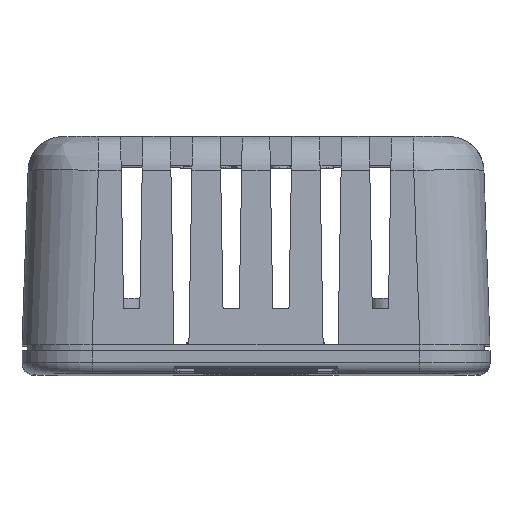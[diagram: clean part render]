
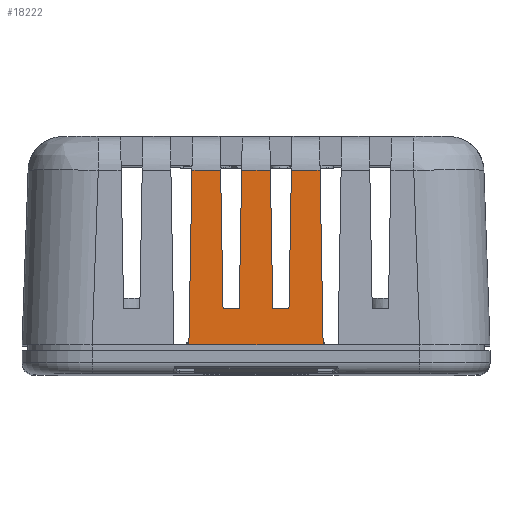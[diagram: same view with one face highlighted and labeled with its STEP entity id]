
A CAD part, top view. The second image highlights one B-rep face of the part: STEP entity #18222.
In plain terms, the highlighted face is planar.
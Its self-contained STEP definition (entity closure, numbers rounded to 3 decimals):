
#1739=FACE_OUTER_BOUND('',#2688,.T.);
#2688=EDGE_LOOP('',(#15219,#15220,#15221,#15222,#15223,#15224,#15225,#15226,
#15227,#15228,#15229,#15230));
#3656=LINE('',#27858,#5699);
#4271=LINE('',#30329,#6314);
#4449=LINE('',#30864,#6492);
#4456=LINE('',#30879,#6499);
#4457=LINE('',#30881,#6500);
#4458=LINE('',#30883,#6501);
#4459=LINE('',#30885,#6502);
#4460=LINE('',#30887,#6503);
#4461=LINE('',#30889,#6504);
#4462=LINE('',#30891,#6505);
#4463=LINE('',#30893,#6506);
#4464=LINE('',#30894,#6507);
#5699=VECTOR('',#21397,10.);
#6314=VECTOR('',#22294,10.);
#6492=VECTOR('',#22590,10.);
#6499=VECTOR('',#22601,10.);
#6500=VECTOR('',#22602,10.);
#6501=VECTOR('',#22603,10.);
#6502=VECTOR('',#22604,10.);
#6503=VECTOR('',#22605,10.);
#6504=VECTOR('',#22606,10.);
#6505=VECTOR('',#22607,10.);
#6506=VECTOR('',#22608,10.);
#6507=VECTOR('',#22609,10.);
#7734=VERTEX_POINT('',#27844);
#7740=VERTEX_POINT('',#27856);
#8296=VERTEX_POINT('',#30326);
#8297=VERTEX_POINT('',#30328);
#8469=VERTEX_POINT('',#30878);
#8470=VERTEX_POINT('',#30880);
#8471=VERTEX_POINT('',#30882);
#8472=VERTEX_POINT('',#30884);
#8473=VERTEX_POINT('',#30886);
#8474=VERTEX_POINT('',#30888);
#8475=VERTEX_POINT('',#30890);
#8476=VERTEX_POINT('',#30892);
#9888=EDGE_CURVE('',#7734,#7740,#3656,.T.);
#10631=EDGE_CURVE('',#8297,#8296,#4271,.T.);
#10840=EDGE_CURVE('',#7734,#8296,#4449,.T.);
#10847=EDGE_CURVE('',#8469,#7740,#4456,.T.);
#10848=EDGE_CURVE('',#8469,#8470,#4457,.T.);
#10849=EDGE_CURVE('',#8470,#8471,#4458,.T.);
#10850=EDGE_CURVE('',#8471,#8472,#4459,.T.);
#10851=EDGE_CURVE('',#8473,#8472,#4460,.T.);
#10852=EDGE_CURVE('',#8473,#8474,#4461,.T.);
#10853=EDGE_CURVE('',#8474,#8475,#4462,.T.);
#10854=EDGE_CURVE('',#8475,#8476,#4463,.T.);
#10855=EDGE_CURVE('',#8297,#8476,#4464,.T.);
#15219=ORIENTED_EDGE('',*,*,#10631,.T.);
#15220=ORIENTED_EDGE('',*,*,#10840,.F.);
#15221=ORIENTED_EDGE('',*,*,#9888,.T.);
#15222=ORIENTED_EDGE('',*,*,#10847,.F.);
#15223=ORIENTED_EDGE('',*,*,#10848,.T.);
#15224=ORIENTED_EDGE('',*,*,#10849,.T.);
#15225=ORIENTED_EDGE('',*,*,#10850,.T.);
#15226=ORIENTED_EDGE('',*,*,#10851,.F.);
#15227=ORIENTED_EDGE('',*,*,#10852,.T.);
#15228=ORIENTED_EDGE('',*,*,#10853,.T.);
#15229=ORIENTED_EDGE('',*,*,#10854,.T.);
#15230=ORIENTED_EDGE('',*,*,#10855,.F.);
#17436=PLANE('',#19260);
#18222=ADVANCED_FACE('',(#1739),#17436,.T.);
#19260=AXIS2_PLACEMENT_3D('',#30877,#22599,#22600);
#21397=DIRECTION('',(0.035,0.999,-0.017));
#22294=DIRECTION('',(-0.035,-0.999,-0.017));
#22590=DIRECTION('',(0.,0.,-1.));
#22599=DIRECTION('center_axis',(-0.999,0.035,0.));
#22600=DIRECTION('ref_axis',(0.,0.,1.));
#22601=DIRECTION('',(0.,0.,1.));
#22602=DIRECTION('',(-0.035,-0.999,-0.017));
#22603=DIRECTION('',(0.,0.,-1.));
#22604=DIRECTION('',(0.035,0.999,-0.017));
#22605=DIRECTION('',(0.,0.,1.));
#22606=DIRECTION('',(-0.035,-0.999,-0.017));
#22607=DIRECTION('',(0.,0.,-1.));
#22608=DIRECTION('',(0.035,0.999,-0.017));
#22609=DIRECTION('',(0.,0.,1.));
#27844=CARTESIAN_POINT('',(-40.,0.,5.736));
#27856=CARTESIAN_POINT('',(-39.48,14.905,5.476));
#27858=CARTESIAN_POINT('',(-39.692,8.828,5.582));
#30326=CARTESIAN_POINT('',(-40.,0.,-5.736));
#30328=CARTESIAN_POINT('',(-39.48,14.905,-5.476));
#30329=CARTESIAN_POINT('',(-39.683,9.072,-5.577));
#30864=CARTESIAN_POINT('',(-40.,0.,20.));
#30877=CARTESIAN_POINT('Origin',(-40.,0.,20.));
#30878=CARTESIAN_POINT('',(-39.48,14.905,3.024));
#30879=CARTESIAN_POINT('',(-39.48,14.905,10.));
#30880=CARTESIAN_POINT('',(-39.893,3.05,2.818));
#30881=CARTESIAN_POINT('',(-39.686,8.998,2.921));
#30882=CARTESIAN_POINT('',(-39.893,3.05,1.432));
#30883=CARTESIAN_POINT('',(-39.893,3.05,11.063));
#30884=CARTESIAN_POINT('',(-39.48,14.905,1.226));
#30885=CARTESIAN_POINT('',(-39.693,8.791,1.332));
#30886=CARTESIAN_POINT('',(-39.48,14.905,-1.226));
#30887=CARTESIAN_POINT('',(-39.48,14.905,10.));
#30888=CARTESIAN_POINT('',(-39.893,3.05,-1.432));
#30889=CARTESIAN_POINT('',(-39.684,9.035,-1.328));
#30890=CARTESIAN_POINT('',(-39.893,3.05,-2.818));
#30891=CARTESIAN_POINT('',(-39.893,3.05,8.938));
#30892=CARTESIAN_POINT('',(-39.48,14.905,-3.024));
#30893=CARTESIAN_POINT('',(-39.694,8.754,-2.917));
#30894=CARTESIAN_POINT('',(-39.48,14.905,10.));
